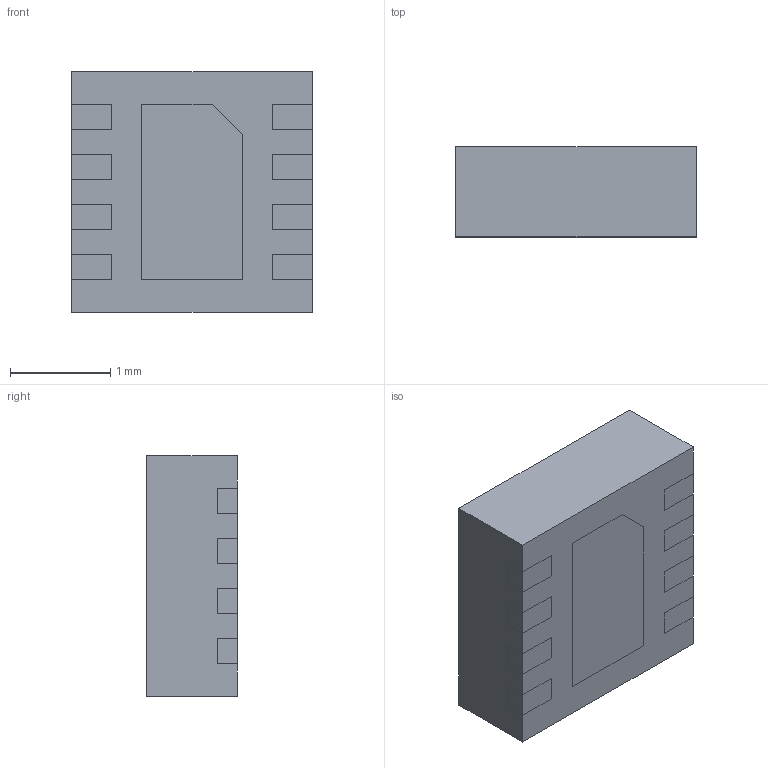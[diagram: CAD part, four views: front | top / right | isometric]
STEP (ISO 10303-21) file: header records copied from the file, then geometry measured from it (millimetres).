
FILE_DESCRIPTION(/* description */ (''),/* implementation_level */ '2;1');
FILE_NAME(/* name */ 'DFN8.stp',/* time_stamp */ '2019-07-31T10:54:45+02:00',/* author */ ('ppomaski'),/* organization */ (''),/* preprocessor_version */ 'ST-DEVELOPER v15.2',/* originating_system */ 'Autodesk Inventor 2014',/* authorisation */ '');
FILE_SCHEMA (('AUTOMOTIVE_DESIGN { 1 0 10303 214 3 1 1 }'));
Length unit declared in the file: millimetre
Products named in the file (3): DFN8_1; DFN8_2; DFN8
Bounding box: 2.4 x 0.9 x 2.4 mm (x, y, z)
Volume: 4.7 mm3; surface area: 31.6 mm2
Topology: 10 solids, 10 shells, 106 faces, 246 edges, 163 vertices
Faces by surface type: plane 101, cone 2, cylinder 1, bspline 1, torus 1
Full cylindrical faces by diameter (mm): 0.32 x1
Entity records: 3021 total; most frequent: CARTESIAN_POINT 544, ORIENTED_EDGE 484, DIRECTION 468, EDGE_CURVE 242, LINE 234, VECTOR 234, VERTEX_POINT 163, AXIS2_PLACEMENT_3D 117
